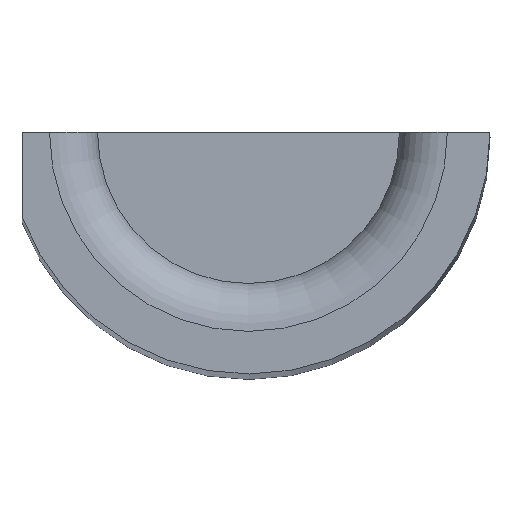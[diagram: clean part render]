
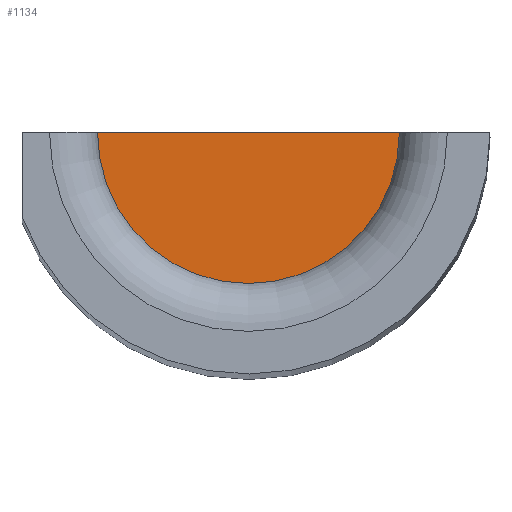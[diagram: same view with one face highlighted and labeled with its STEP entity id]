
A CAD part, top view. The second image highlights one B-rep face of the part: STEP entity #1134.
In plain terms, the highlighted planar face has unit normal (0, 0, 1).
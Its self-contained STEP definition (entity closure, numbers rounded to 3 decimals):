
#76=PLANE('',#1247);
#131=FACE_OUTER_BOUND('',#192,.T.);
#192=EDGE_LOOP('',(#1017,#1018));
#223=LINE('',#1674,#321);
#321=VECTOR('',#1313,10.);
#443=CIRCLE('',#1246,5.);
#479=VERTEX_POINT('',#1671);
#480=VERTEX_POINT('',#1673);
#594=EDGE_CURVE('',#479,#480,#223,.T.);
#717=EDGE_CURVE('',#480,#479,#443,.T.);
#1017=ORIENTED_EDGE('',*,*,#594,.F.);
#1018=ORIENTED_EDGE('',*,*,#717,.F.);
#1134=ADVANCED_FACE('',(#131),#76,.T.);
#1246=AXIS2_PLACEMENT_3D('',#2108,#1527,#1528);
#1247=AXIS2_PLACEMENT_3D('',#2109,#1529,#1530);
#1313=DIRECTION('',(1.,0.,0.));
#1527=DIRECTION('center_axis',(0.,0.,-1.));
#1528=DIRECTION('ref_axis',(1.,0.,0.));
#1529=DIRECTION('center_axis',(0.,0.,1.));
#1530=DIRECTION('ref_axis',(1.,0.,0.));
#1671=CARTESIAN_POINT('',(-5.,0.,37.5));
#1673=CARTESIAN_POINT('',(5.,0.,37.5));
#1674=CARTESIAN_POINT('',(0.,0.,37.5));
#2108=CARTESIAN_POINT('Origin',(0.,0.,37.5));
#2109=CARTESIAN_POINT('Origin',(0.,0.,37.5));
